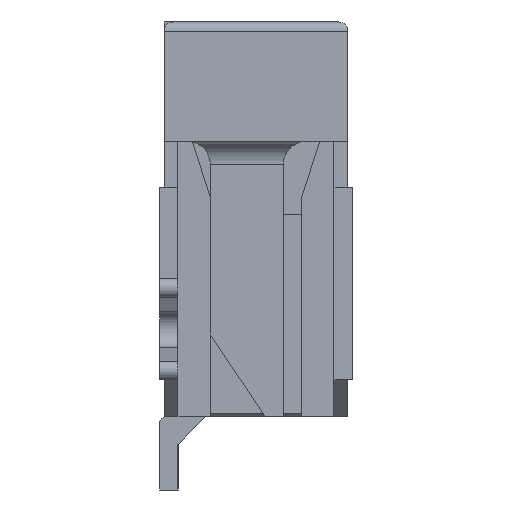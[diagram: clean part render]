
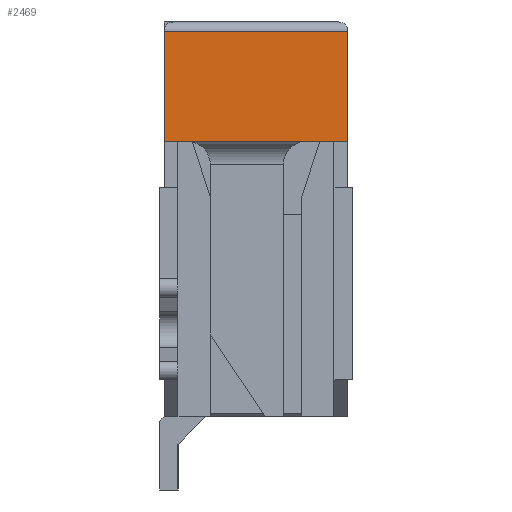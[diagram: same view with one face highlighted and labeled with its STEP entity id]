
A CAD part, left-side view. The second image highlights one B-rep face of the part: STEP entity #2469.
In plain terms, the highlighted planar face has unit normal (-1, 0, 0).
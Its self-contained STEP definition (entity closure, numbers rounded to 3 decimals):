
#2469 = ADVANCED_FACE( '', ( #4823 ), #4824, .T. );
#4823 = FACE_OUTER_BOUND( '', #7194, .T. );
#4824 = PLANE( '', #7195 );
#7194 = EDGE_LOOP( '', ( #14488, #14489, #14490, #14491 ) );
#7195 = AXIS2_PLACEMENT_3D( '', #14492, #14493, #14494 );
#14488 = ORIENTED_EDGE( '', *, *, #18232, .F. );
#14489 = ORIENTED_EDGE( '', *, *, #17412, .T. );
#14490 = ORIENTED_EDGE( '', *, *, #17352, .T. );
#14491 = ORIENTED_EDGE( '', *, *, #18500, .F. );
#14492 = CARTESIAN_POINT( '', ( -11.7, -1., 0.65 ) );
#14493 = DIRECTION( '', ( -1., 0., 0. ) );
#14494 = DIRECTION( '', ( 0., 0., 1. ) );
#17352 = EDGE_CURVE( '', #21751, #21752, #21753, .T. );
#17412 = EDGE_CURVE( '', #21065, #21751, #21845, .T. );
#18232 = EDGE_CURVE( '', #21065, #23076, #23077, .T. );
#18500 = EDGE_CURVE( '', #23076, #21752, #23416, .T. );
#21065 = VERTEX_POINT( '', #26917 );
#21751 = VERTEX_POINT( '', #27942 );
#21752 = VERTEX_POINT( '', #27943 );
#21753 = LINE( '', #27944, #27945 );
#21845 = LINE( '', #28079, #28080 );
#23076 = VERTEX_POINT( '', #29975 );
#23077 = LINE( '', #29976, #29977 );
#23416 = LINE( '', #30504, #30505 );
#26917 = CARTESIAN_POINT( '', ( -11.7, -1., 0.55 ) );
#27942 = CARTESIAN_POINT( '', ( -11.7, 1., 0.55 ) );
#27943 = CARTESIAN_POINT( '', ( -11.7, 1., -0.65 ) );
#27944 = CARTESIAN_POINT( '', ( -11.7, 1., 0.65 ) );
#27945 = VECTOR( '', #33129, 1000. );
#28079 = CARTESIAN_POINT( '', ( -11.7, 1., 0.55 ) );
#28080 = VECTOR( '', #33181, 1000. );
#29975 = CARTESIAN_POINT( '', ( -11.7, -1., -0.65 ) );
#29976 = CARTESIAN_POINT( '', ( -11.7, -1., 0.65 ) );
#29977 = VECTOR( '', #33879, 1000. );
#30504 = CARTESIAN_POINT( '', ( -11.7, -1., -0.65 ) );
#30505 = VECTOR( '', #34080, 1000. );
#33129 = DIRECTION( '', ( 0., 0., -1. ) );
#33181 = DIRECTION( '', ( 0., 1., 0. ) );
#33879 = DIRECTION( '', ( 0., 0., -1. ) );
#34080 = DIRECTION( '', ( 0., 1., 0. ) );
